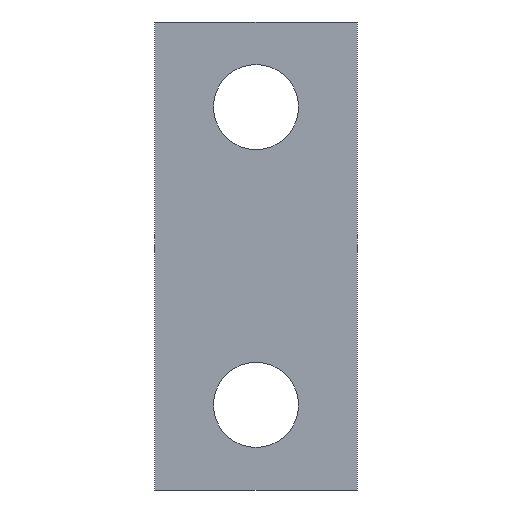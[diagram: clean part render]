
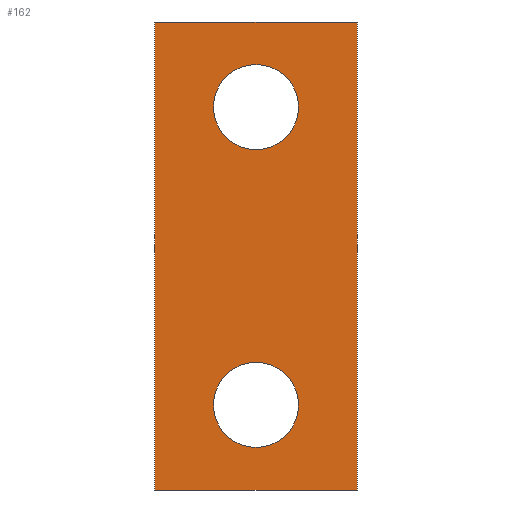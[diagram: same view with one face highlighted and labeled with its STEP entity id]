
A CAD part, front view. The second image highlights one B-rep face of the part: STEP entity #162.
In plain terms, the highlighted planar face has unit normal (0, -1, 0).
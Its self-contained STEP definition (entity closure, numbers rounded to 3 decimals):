
#17=FACE_BOUND('',#43,.T.);
#18=FACE_BOUND('',#44,.T.);
#24=PLANE('',#196);
#32=FACE_OUTER_BOUND('',#42,.T.);
#42=EDGE_LOOP('',(#147,#148,#149,#150));
#43=EDGE_LOOP('',(#151));
#44=EDGE_LOOP('',(#152));
#47=LINE('',#261,#61);
#51=LINE('',#269,#65);
#54=LINE('',#275,#68);
#57=LINE('',#280,#71);
#61=VECTOR('',#219,10.);
#65=VECTOR('',#225,10.);
#68=VECTOR('',#230,10.);
#71=VECTOR('',#235,10.);
#75=CIRCLE('',#186,2.);
#78=CIRCLE('',#190,2.);
#81=VERTEX_POINT('',#247);
#84=VERTEX_POINT('',#255);
#85=VERTEX_POINT('',#259);
#86=VERTEX_POINT('',#260);
#89=VERTEX_POINT('',#268);
#91=VERTEX_POINT('',#274);
#96=EDGE_CURVE('',#81,#81,#75,.T.);
#100=EDGE_CURVE('',#84,#84,#78,.T.);
#101=EDGE_CURVE('',#85,#86,#47,.T.);
#105=EDGE_CURVE('',#89,#85,#51,.T.);
#108=EDGE_CURVE('',#91,#89,#54,.T.);
#111=EDGE_CURVE('',#86,#91,#57,.T.);
#147=ORIENTED_EDGE('',*,*,#111,.F.);
#148=ORIENTED_EDGE('',*,*,#101,.F.);
#149=ORIENTED_EDGE('',*,*,#105,.F.);
#150=ORIENTED_EDGE('',*,*,#108,.F.);
#151=ORIENTED_EDGE('',*,*,#96,.T.);
#152=ORIENTED_EDGE('',*,*,#100,.T.);
#162=ADVANCED_FACE('',(#32,#17,#18),#24,.F.);
#186=AXIS2_PLACEMENT_3D('',#249,#206,#207);
#190=AXIS2_PLACEMENT_3D('',#257,#215,#216);
#196=AXIS2_PLACEMENT_3D('',#283,#239,#240);
#206=DIRECTION('center_axis',(0.,1.,0.));
#207=DIRECTION('ref_axis',(1.,0.,0.));
#215=DIRECTION('center_axis',(0.,1.,0.));
#216=DIRECTION('ref_axis',(1.,0.,0.));
#219=DIRECTION('',(0.,0.,1.));
#225=DIRECTION('',(-1.,0.,0.));
#230=DIRECTION('',(0.,0.,-1.));
#235=DIRECTION('',(1.,0.,0.));
#239=DIRECTION('center_axis',(0.,1.,0.));
#240=DIRECTION('ref_axis',(0.,0.,1.));
#247=CARTESIAN_POINT('',(-2.,0.,7.));
#249=CARTESIAN_POINT('Origin',(0.,0.,7.));
#255=CARTESIAN_POINT('',(-2.,0.,-7.));
#257=CARTESIAN_POINT('Origin',(0.,0.,-7.));
#259=CARTESIAN_POINT('',(-4.75,0.,-11.));
#260=CARTESIAN_POINT('',(-4.75,0.,11.));
#261=CARTESIAN_POINT('',(-4.75,0.,-11.));
#268=CARTESIAN_POINT('',(4.75,0.,-11.));
#269=CARTESIAN_POINT('',(4.75,0.,-11.));
#274=CARTESIAN_POINT('',(4.75,0.,11.));
#275=CARTESIAN_POINT('',(4.75,0.,11.));
#280=CARTESIAN_POINT('',(-4.75,0.,11.));
#283=CARTESIAN_POINT('Origin',(0.,0.,0.));
